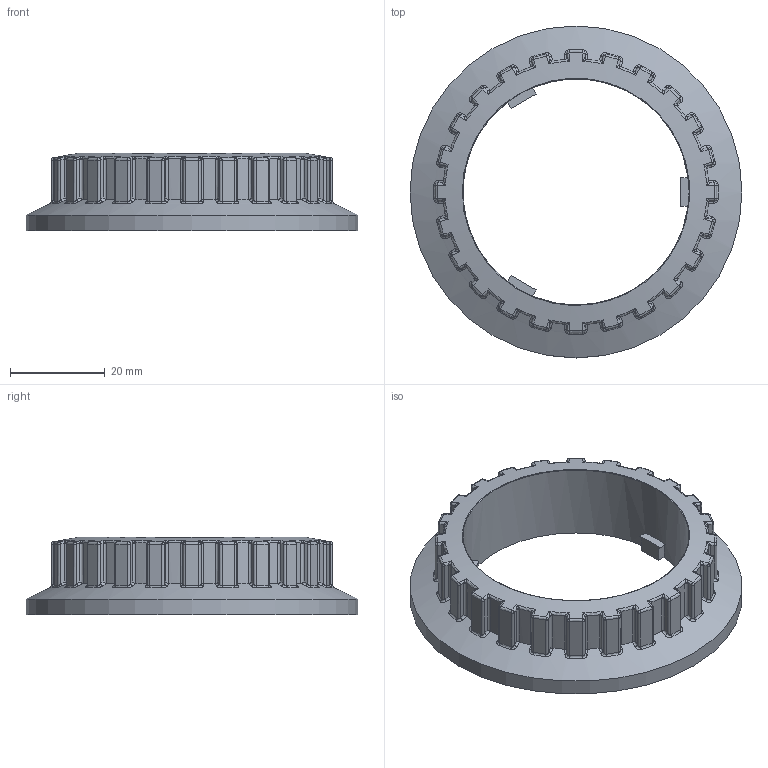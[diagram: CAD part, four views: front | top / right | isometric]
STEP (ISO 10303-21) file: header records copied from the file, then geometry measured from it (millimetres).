
FILE_DESCRIPTION(/* description */ (''),/* implementation_level */ '2;1');
FILE_NAME(/* name */ 'Knob.step',/* time_stamp */ '2023-07-30T03:20:50+01:00',/* author */ (''),/* organization */ (''),/* preprocessor_version */ 'ST-DEVELOPER v20',/* originating_system */ 'Autodesk Translation Framework v12.9.0.99',/* authorisation */ '');
FILE_SCHEMA (('AUTOMOTIVE_DESIGN { 1 0 10303 214 3 1 1 }'));
Length unit declared in the file: millimetre
Products named in the file (1): Knob
Bounding box: 70 x 70 x 16.33 mm (x, y, z)
Volume: 19100.5 mm3; surface area: 9709.5 mm2
Topology: 1 solids, 1 shells, 576 faces, 1389 edges, 766 vertices
Faces by surface type: bspline 288, cylinder 122, plane 91, sphere 48, torus 25, cone 2
Full cylindrical faces by diameter (mm): 47.7 x1, 70 x1
Entity records: 23360 total; most frequent: CARTESIAN_POINT 12257, ORIENTED_EDGE 2682, DIRECTION 1674, EDGE_CURVE 1341, VERTEX_POINT 766, AXIS2_PLACEMENT_3D 718, B_SPLINE_CURVE_WITH_KNOTS 674, EDGE_LOOP 577
